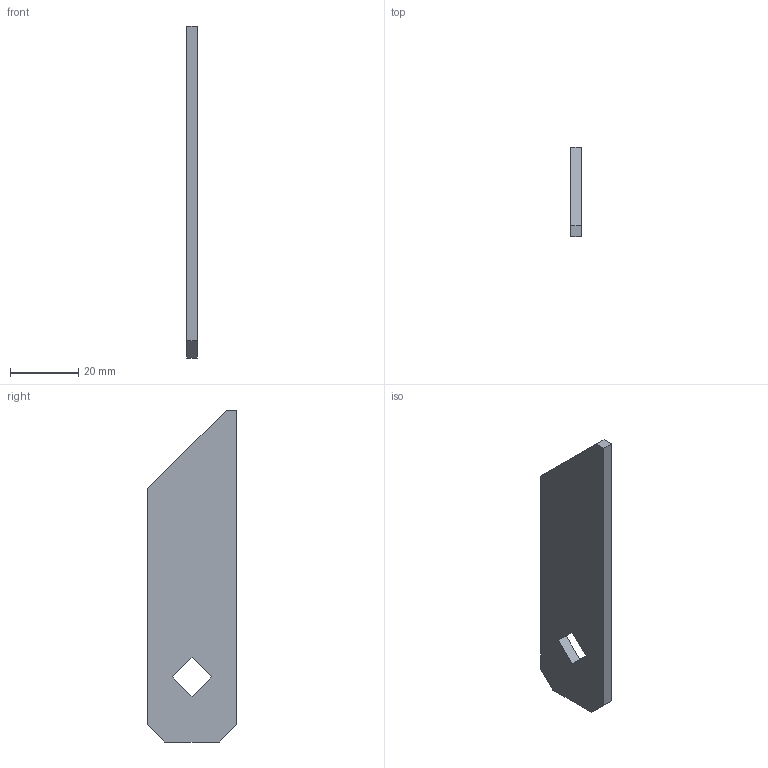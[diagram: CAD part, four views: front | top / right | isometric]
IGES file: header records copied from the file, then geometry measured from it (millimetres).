
Start section: SolidWorks IGES file using analytic representation for surfaces
Global section: file name: AC-25-N-3.IGS,15; native system: HSolidWorks 2007; preprocessor: SolidWorks 2007; author: snakamura; date: 080918.191939; units: millimetre
Bounding box: 3.2 x 26 x 97 mm (x, y, z)
Surface area: 5164.7 mm2 (no closed solid volume)
Topology: 0 solids, 0 shells, 13 faces, 66 edges, 66 vertices
Faces by surface type: bspline 13
